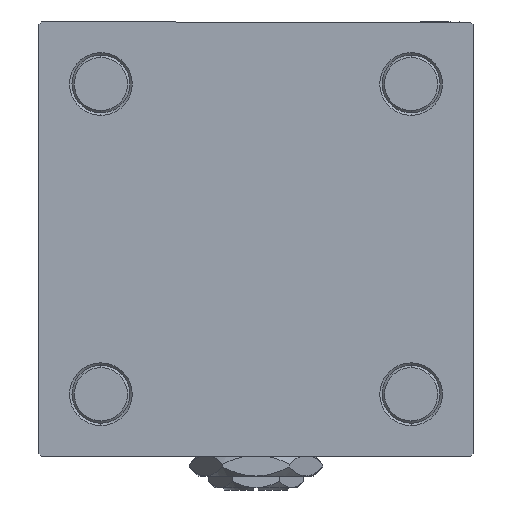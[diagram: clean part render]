
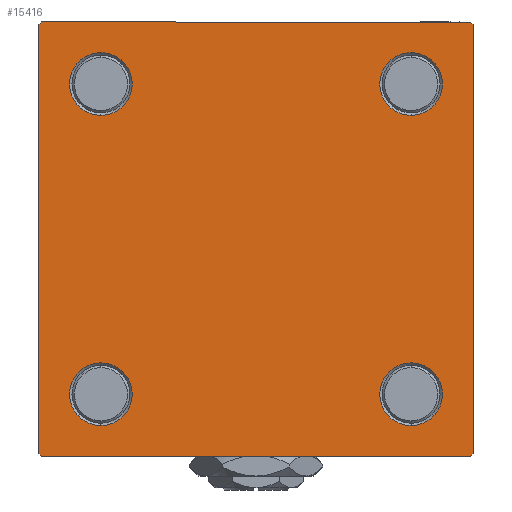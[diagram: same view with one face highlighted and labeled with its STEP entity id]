
A CAD part, left-side view. The second image highlights one B-rep face of the part: STEP entity #15416.
In plain terms, the highlighted planar face has unit normal (-1, 0, 0).
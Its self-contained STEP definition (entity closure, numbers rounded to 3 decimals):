
#534 = VERTEX_POINT ( 'NONE', #1732 ) ;
#789 = EDGE_CURVE ( 'NONE', #35271, #37077, #10964, .T. ) ;
#1107 = AXIS2_PLACEMENT_3D ( 'NONE', #19165, #19682, #46233 ) ;
#1632 = VECTOR ( 'NONE', #27980, 1000. ) ;
#1732 = CARTESIAN_POINT ( 'NONE',  ( 0., -45., 44.5 ) ) ;
#1949 = VECTOR ( 'NONE', #16927, 1000. ) ;
#2235 = ORIENTED_EDGE ( 'NONE', *, *, #23754, .T. ) ;
#2554 = LINE ( 'NONE', #27671, #14079 ) ;
#2705 = CIRCLE ( 'NONE', #45780, 6.5 ) ;
#2934 = DIRECTION ( 'NONE',  ( 0., 0., 1. ) ) ;
#3009 = EDGE_LOOP ( 'NONE', ( #47611, #35185 ) ) ;
#3174 = VECTOR ( 'NONE', #21132, 1000. ) ;
#3401 = EDGE_CURVE ( 'NONE', #37077, #35271, #2705, .T. ) ;
#4094 = FACE_BOUND ( 'NONE', #3009, .T. ) ;
#4329 = DIRECTION ( 'NONE',  ( 0., 0., 1. ) ) ;
#4347 = FACE_OUTER_BOUND ( 'NONE', #50690, .T. ) ;
#4621 = CIRCLE ( 'NONE', #40947, 6.5 ) ;
#5333 = AXIS2_PLACEMENT_3D ( 'NONE', #14745, #46214, #50715 ) ;
#5535 = LINE ( 'NONE', #8738, #1949 ) ;
#5624 = EDGE_CURVE ( 'NONE', #21628, #39955, #28961, .T. ) ;
#5667 = ORIENTED_EDGE ( 'NONE', *, *, #27484, .T. ) ;
#5699 = CARTESIAN_POINT ( 'NONE',  ( 0., 32.15, 25.65 ) ) ;
#6147 = AXIS2_PLACEMENT_3D ( 'NONE', #26444, #38073, #49720 ) ;
#6196 = ORIENTED_EDGE ( 'NONE', *, *, #5624, .T. ) ;
#7931 = CARTESIAN_POINT ( 'NONE',  ( 0., 44.75, 44.75 ) ) ;
#8633 = CARTESIAN_POINT ( 'NONE',  ( 0., -44.75, -44.75 ) ) ;
#8738 = CARTESIAN_POINT ( 'NONE',  ( 0., -45., 45. ) ) ;
#9660 = CARTESIAN_POINT ( 'NONE',  ( 0., 44.5, 45. ) ) ;
#10491 = CARTESIAN_POINT ( 'NONE',  ( 0., 44.5, -45. ) ) ;
#10913 = ORIENTED_EDGE ( 'NONE', *, *, #11472, .T. ) ;
#10964 = CIRCLE ( 'NONE', #52333, 6.5 ) ;
#11472 = EDGE_CURVE ( 'NONE', #24884, #30444, #41141, .T. ) ;
#11770 = DIRECTION ( 'NONE',  ( -1., 0., 0. ) ) ;
#12336 = DIRECTION ( 'NONE',  ( 0., -0.707, 0.707 ) ) ;
#12569 = LINE ( 'NONE', #21526, #40379 ) ;
#12601 = ORIENTED_EDGE ( 'NONE', *, *, #34496, .F. ) ;
#12673 = VECTOR ( 'NONE', #43847, 1000. ) ;
#12854 = VERTEX_POINT ( 'NONE', #43422 ) ;
#14079 = VECTOR ( 'NONE', #18686, 1000. ) ;
#14230 = DIRECTION ( 'NONE',  ( 0., 0., 1. ) ) ;
#14304 = VERTEX_POINT ( 'NONE', #42407 ) ;
#14577 = ORIENTED_EDGE ( 'NONE', *, *, #43702, .T. ) ;
#14744 = CARTESIAN_POINT ( 'NONE',  ( 0., -32.15, -32.15 ) ) ;
#14745 = CARTESIAN_POINT ( 'NONE',  ( 0., 32.15, -32.15 ) ) ;
#15261 = ORIENTED_EDGE ( 'NONE', *, *, #3401, .T. ) ;
#15319 = ORIENTED_EDGE ( 'NONE', *, *, #23240, .T. ) ;
#15416 = ADVANCED_FACE ( 'NONE', ( #27647, #35581, #24713, #4094, #4347 ), #20488, .T. ) ;
#15425 = CARTESIAN_POINT ( 'NONE',  ( 0., 32.15, 32.15 ) ) ;
#16719 = CIRCLE ( 'NONE', #29409, 6.5 ) ;
#16893 = VERTEX_POINT ( 'NONE', #48395 ) ;
#16927 = DIRECTION ( 'NONE',  ( 0., 0., -1. ) ) ;
#17392 = CARTESIAN_POINT ( 'NONE',  ( 0., -32.15, 32.15 ) ) ;
#18686 = DIRECTION ( 'NONE',  ( 0., -1., 0. ) ) ;
#19056 = VERTEX_POINT ( 'NONE', #9660 ) ;
#19165 = CARTESIAN_POINT ( 'NONE',  ( 0., -32.15, 32.15 ) ) ;
#19489 = EDGE_LOOP ( 'NONE', ( #42699, #6196 ) ) ;
#19521 = LINE ( 'NONE', #19781, #12673 ) ;
#19601 = EDGE_CURVE ( 'NONE', #38789, #16893, #16719, .T. ) ;
#19682 = DIRECTION ( 'NONE',  ( 1., 0., 0. ) ) ;
#19781 = CARTESIAN_POINT ( 'NONE',  ( 0., 45., 45. ) ) ;
#20235 = CARTESIAN_POINT ( 'NONE',  ( 0., 0., 0. ) ) ;
#20488 = PLANE ( 'NONE',  #52002 ) ;
#21132 = DIRECTION ( 'NONE',  ( 0., 0.707, 0.707 ) ) ;
#21526 = CARTESIAN_POINT ( 'NONE',  ( 0., 45., 45. ) ) ;
#21614 = ORIENTED_EDGE ( 'NONE', *, *, #28384, .F. ) ;
#21628 = VERTEX_POINT ( 'NONE', #32531 ) ;
#22226 = CARTESIAN_POINT ( 'NONE',  ( 0., -45., -44.5 ) ) ;
#22676 = CARTESIAN_POINT ( 'NONE',  ( 0., -32.15, -38.65 ) ) ;
#23240 = EDGE_CURVE ( 'NONE', #534, #12854, #41235, .T. ) ;
#23754 = EDGE_CURVE ( 'NONE', #39009, #25476, #12569, .T. ) ;
#23795 = DIRECTION ( 'NONE',  ( 0., 0.707, -0.707 ) ) ;
#24145 = DIRECTION ( 'NONE',  ( 0., 0., 1. ) ) ;
#24713 = FACE_BOUND ( 'NONE', #19489, .T. ) ;
#24797 = VECTOR ( 'NONE', #23795, 1000. ) ;
#24884 = VERTEX_POINT ( 'NONE', #49535 ) ;
#24980 = DIRECTION ( 'NONE',  ( 0., 0., -1. ) ) ;
#25476 = VERTEX_POINT ( 'NONE', #44275 ) ;
#26444 = CARTESIAN_POINT ( 'NONE',  ( 0., 32.15, -32.15 ) ) ;
#26768 = CARTESIAN_POINT ( 'NONE',  ( 0., 32.15, 32.15 ) ) ;
#27484 = EDGE_CURVE ( 'NONE', #25476, #50184, #52035, .T. ) ;
#27647 = FACE_BOUND ( 'NONE', #43126, .T. ) ;
#27671 = CARTESIAN_POINT ( 'NONE',  ( 0., 45., -45. ) ) ;
#27980 = DIRECTION ( 'NONE',  ( 0., -0.707, -0.707 ) ) ;
#28239 = VECTOR ( 'NONE', #12336, 1000. ) ;
#28384 = EDGE_CURVE ( 'NONE', #19056, #12854, #19521, .T. ) ;
#28961 = CIRCLE ( 'NONE', #6147, 6.5 ) ;
#29161 = EDGE_CURVE ( 'NONE', #35592, #14304, #30433, .T. ) ;
#29308 = DIRECTION ( 'NONE',  ( 1., 0., 0. ) ) ;
#29344 = CARTESIAN_POINT ( 'NONE',  ( 0., -44.75, 44.75 ) ) ;
#29409 = AXIS2_PLACEMENT_3D ( 'NONE', #17392, #29308, #44461 ) ;
#30433 = CIRCLE ( 'NONE', #47273, 6.5 ) ;
#30444 = VERTEX_POINT ( 'NONE', #22226 ) ;
#30670 = EDGE_CURVE ( 'NONE', #16893, #38789, #32400, .T. ) ;
#31582 = ORIENTED_EDGE ( 'NONE', *, *, #19601, .T. ) ;
#32246 = CARTESIAN_POINT ( 'NONE',  ( 0., 32.15, -25.65 ) ) ;
#32273 = LINE ( 'NONE', #7931, #24797 ) ;
#32400 = CIRCLE ( 'NONE', #1107, 6.5 ) ;
#32453 = EDGE_CURVE ( 'NONE', #19056, #39009, #32273, .T. ) ;
#32531 = CARTESIAN_POINT ( 'NONE',  ( 0., 32.15, -38.65 ) ) ;
#34447 = CARTESIAN_POINT ( 'NONE',  ( 0., -32.15, 25.65 ) ) ;
#34496 = EDGE_CURVE ( 'NONE', #534, #30444, #5535, .T. ) ;
#35185 = ORIENTED_EDGE ( 'NONE', *, *, #29161, .T. ) ;
#35271 = VERTEX_POINT ( 'NONE', #22676 ) ;
#35304 = EDGE_CURVE ( 'NONE', #39955, #21628, #37466, .T. ) ;
#35581 = FACE_BOUND ( 'NONE', #46476, .T. ) ;
#35592 = VERTEX_POINT ( 'NONE', #5699 ) ;
#36569 = DIRECTION ( 'NONE',  ( 1., 0., 0. ) ) ;
#37077 = VERTEX_POINT ( 'NONE', #51574 ) ;
#37466 = CIRCLE ( 'NONE', #5333, 6.5 ) ;
#38016 = DIRECTION ( 'NONE',  ( 1., 0., 0. ) ) ;
#38073 = DIRECTION ( 'NONE',  ( 1., 0., 0. ) ) ;
#38576 = EDGE_CURVE ( 'NONE', #14304, #35592, #4621, .T. ) ;
#38789 = VERTEX_POINT ( 'NONE', #34447 ) ;
#39009 = VERTEX_POINT ( 'NONE', #48411 ) ;
#39312 = ORIENTED_EDGE ( 'NONE', *, *, #32453, .T. ) ;
#39955 = VERTEX_POINT ( 'NONE', #32246 ) ;
#40327 = DIRECTION ( 'NONE',  ( 0., 0., 1. ) ) ;
#40379 = VECTOR ( 'NONE', #24980, 1000. ) ;
#40573 = CARTESIAN_POINT ( 'NONE',  ( 0., -32.15, -32.15 ) ) ;
#40947 = AXIS2_PLACEMENT_3D ( 'NONE', #15425, #36569, #24145 ) ;
#41141 = LINE ( 'NONE', #8633, #28239 ) ;
#41235 = LINE ( 'NONE', #29344, #3174 ) ;
#42407 = CARTESIAN_POINT ( 'NONE',  ( 0., 32.15, 38.65 ) ) ;
#42699 = ORIENTED_EDGE ( 'NONE', *, *, #35304, .T. ) ;
#43126 = EDGE_LOOP ( 'NONE', ( #48393, #31582 ) ) ;
#43388 = DIRECTION ( 'NONE',  ( 1., 0., 0. ) ) ;
#43422 = CARTESIAN_POINT ( 'NONE',  ( 0., -44.5, 45. ) ) ;
#43702 = EDGE_CURVE ( 'NONE', #50184, #24884, #2554, .T. ) ;
#43847 = DIRECTION ( 'NONE',  ( 0., -1., 0. ) ) ;
#44275 = CARTESIAN_POINT ( 'NONE',  ( 0., 45., -44.5 ) ) ;
#44461 = DIRECTION ( 'NONE',  ( 0., 0., 1. ) ) ;
#44545 = ORIENTED_EDGE ( 'NONE', *, *, #789, .T. ) ;
#44798 = DIRECTION ( 'NONE',  ( 1., 0., 0. ) ) ;
#45780 = AXIS2_PLACEMENT_3D ( 'NONE', #14744, #38016, #14230 ) ;
#46214 = DIRECTION ( 'NONE',  ( 1., 0., 0. ) ) ;
#46233 = DIRECTION ( 'NONE',  ( 0., 0., 1. ) ) ;
#46476 = EDGE_LOOP ( 'NONE', ( #15261, #44545 ) ) ;
#47273 = AXIS2_PLACEMENT_3D ( 'NONE', #26768, #43388, #2934 ) ;
#47611 = ORIENTED_EDGE ( 'NONE', *, *, #38576, .T. ) ;
#48336 = CARTESIAN_POINT ( 'NONE',  ( 0., 44.75, -44.75 ) ) ;
#48393 = ORIENTED_EDGE ( 'NONE', *, *, #30670, .T. ) ;
#48395 = CARTESIAN_POINT ( 'NONE',  ( 0., -32.15, 38.65 ) ) ;
#48411 = CARTESIAN_POINT ( 'NONE',  ( 0., 45., 44.5 ) ) ;
#49535 = CARTESIAN_POINT ( 'NONE',  ( 0., -44.5, -45. ) ) ;
#49720 = DIRECTION ( 'NONE',  ( 0., 0., 1. ) ) ;
#50184 = VERTEX_POINT ( 'NONE', #10491 ) ;
#50690 = EDGE_LOOP ( 'NONE', ( #2235, #5667, #14577, #10913, #12601, #15319, #21614, #39312 ) ) ;
#50715 = DIRECTION ( 'NONE',  ( 0., 0., 1. ) ) ;
#51574 = CARTESIAN_POINT ( 'NONE',  ( 0., -32.15, -25.65 ) ) ;
#52002 = AXIS2_PLACEMENT_3D ( 'NONE', #20235, #11770, #40327 ) ;
#52035 = LINE ( 'NONE', #48336, #1632 ) ;
#52333 = AXIS2_PLACEMENT_3D ( 'NONE', #40573, #44798, #4329 ) ;
